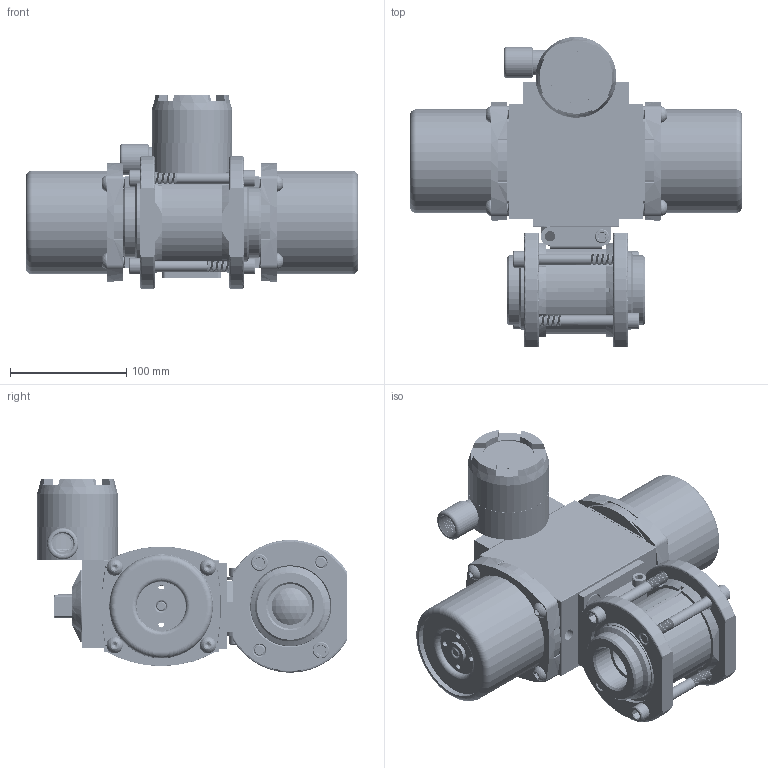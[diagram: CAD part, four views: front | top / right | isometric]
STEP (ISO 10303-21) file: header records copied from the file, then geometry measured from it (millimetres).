
FILE_DESCRIPTION (( 'STEP AP203' ), '1' );
FILE_NAME ('22XXTSWSA522SRLS.step', '2018-03-15T18:02:16', ( '' ), ( '' ), 'SwSTEP 2.0', 'SolidWorks 2017', '' );
FILE_SCHEMA (( 'CONFIG_CONTROL_DESIGN' ));
Length unit declared in the file: inch
Products named in the file (1): 22XXTSWSA522SRLS
Bounding box: 285.09 x 266.2 x 166.14 mm (x, y, z)
Volume: 1683330.3 mm3; surface area: 618843.8 mm2
Topology: 61 solids, 61 shells, 5021 faces, 12976 edges, 8149 vertices
Faces by surface type: cylinder 2249, cone 1618, plane 888, torus 187, bspline 61, sphere 18
Entity records: 186857 total; most frequent: CARTESIAN_POINT 64296, DIRECTION 26992, ORIENTED_EDGE 25728, EDGE_CURVE 12864, AXIS2_PLACEMENT_3D 10839, VERTEX_POINT 8147, CIRCLE 5878, EDGE_LOOP 5439
